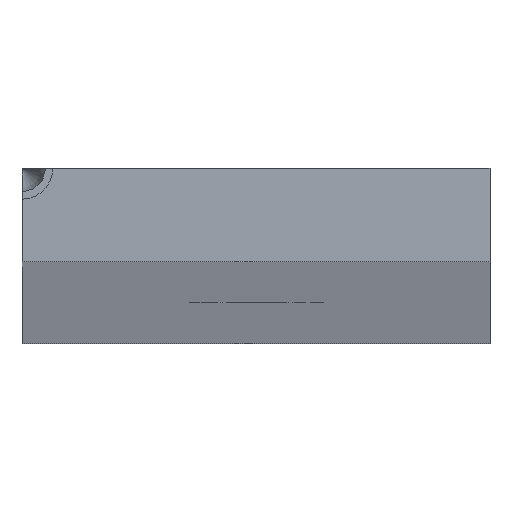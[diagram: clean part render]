
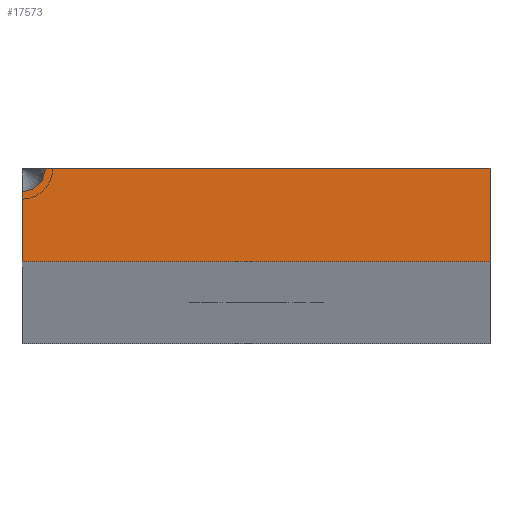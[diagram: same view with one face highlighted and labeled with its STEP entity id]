
A CAD part, top view. The second image highlights one B-rep face of the part: STEP entity #17573.
In plain terms, the highlighted planar face has unit normal (0, 0, 1).
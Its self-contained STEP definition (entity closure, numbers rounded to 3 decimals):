
#139 = DIRECTION ( 'NONE',  ( 1., 0., 0. ) ) ;
#1837 = VECTOR ( 'NONE', #11058, 1000. ) ;
#3676 = ORIENTED_EDGE ( 'NONE', *, *, #20166, .T. ) ;
#5065 = DIRECTION ( 'NONE',  ( -1., 0., 0. ) ) ;
#5204 = LINE ( 'NONE', #20808, #19953 ) ;
#5664 = VECTOR ( 'NONE', #139, 1000. ) ;
#6436 = LINE ( 'NONE', #9139, #16120 ) ;
#6515 = CARTESIAN_POINT ( 'NONE',  ( -15., -3., 1500. ) ) ;
#6584 = AXIS2_PLACEMENT_3D ( 'NONE', #8108, #17942, #5065 ) ;
#7768 = CARTESIAN_POINT ( 'NONE',  ( 15., -3., 1500. ) ) ;
#7953 = CARTESIAN_POINT ( 'NONE',  ( 15., -3., 1500. ) ) ;
#7982 = VERTEX_POINT ( 'NONE', #6515 ) ;
#8108 = CARTESIAN_POINT ( 'NONE',  ( 0., 0., 1500. ) ) ;
#8519 = DIRECTION ( 'NONE',  ( -1., 0., 0. ) ) ;
#8988 = EDGE_CURVE ( 'NONE', #17154, #16057, #5204, .T. ) ;
#9139 = CARTESIAN_POINT ( 'NONE',  ( -15., -3., 1500. ) ) ;
#9327 = CARTESIAN_POINT ( 'NONE',  ( -15., 1.485, 1500. ) ) ;
#9924 = EDGE_CURVE ( 'NONE', #7982, #10416, #16885, .T. ) ;
#10093 = CARTESIAN_POINT ( 'NONE',  ( -15., 3., 1500. ) ) ;
#10416 = VERTEX_POINT ( 'NONE', #7953 ) ;
#11058 = DIRECTION ( 'NONE',  ( 0., 1., 0. ) ) ;
#11535 = AXIS2_PLACEMENT_3D ( 'NONE', #10093, #14932, #8519 ) ;
#11821 = CARTESIAN_POINT ( 'NONE',  ( -13.485, 3., 1500. ) ) ;
#11948 = EDGE_CURVE ( 'NONE', #10416, #17154, #14539, .T. ) ;
#12227 = ORIENTED_EDGE ( 'NONE', *, *, #8988, .T. ) ;
#12413 = EDGE_LOOP ( 'NONE', ( #16303, #3676, #12772, #16360, #12227 ) ) ;
#12772 = ORIENTED_EDGE ( 'NONE', *, *, #9924, .T. ) ;
#13189 = CARTESIAN_POINT ( 'NONE',  ( 15., 3., 1500. ) ) ;
#14539 = LINE ( 'NONE', #7768, #1837 ) ;
#14932 = DIRECTION ( 'NONE',  ( 0., 0., 1. ) ) ;
#15953 = DIRECTION ( 'NONE',  ( -1., 0., 0. ) ) ;
#16057 = VERTEX_POINT ( 'NONE', #11821 ) ;
#16120 = VECTOR ( 'NONE', #19014, 1000. ) ;
#16303 = ORIENTED_EDGE ( 'NONE', *, *, #19467, .F. ) ;
#16360 = ORIENTED_EDGE ( 'NONE', *, *, #11948, .T. ) ;
#16462 = FACE_OUTER_BOUND ( 'NONE', #12413, .T. ) ;
#16564 = VERTEX_POINT ( 'NONE', #9327 ) ;
#16885 = LINE ( 'NONE', #21012, #5664 ) ;
#17154 = VERTEX_POINT ( 'NONE', #13189 ) ;
#17573 = ADVANCED_FACE ( 'NONE', ( #16462 ), #17879, .F. ) ;
#17879 = PLANE ( 'NONE',  #6584 ) ;
#17942 = DIRECTION ( 'NONE',  ( 0., 0., -1. ) ) ;
#18443 = CIRCLE ( 'NONE', #11535, 1.515 ) ;
#19014 = DIRECTION ( 'NONE',  ( 0., -1., 0. ) ) ;
#19467 = EDGE_CURVE ( 'NONE', #16564, #16057, #18443, .T. ) ;
#19953 = VECTOR ( 'NONE', #15953, 1000. ) ;
#20166 = EDGE_CURVE ( 'NONE', #16564, #7982, #6436, .T. ) ;
#20808 = CARTESIAN_POINT ( 'NONE',  ( -15., 3., 1500. ) ) ;
#21012 = CARTESIAN_POINT ( 'NONE',  ( -15., -3., 1500. ) ) ;
